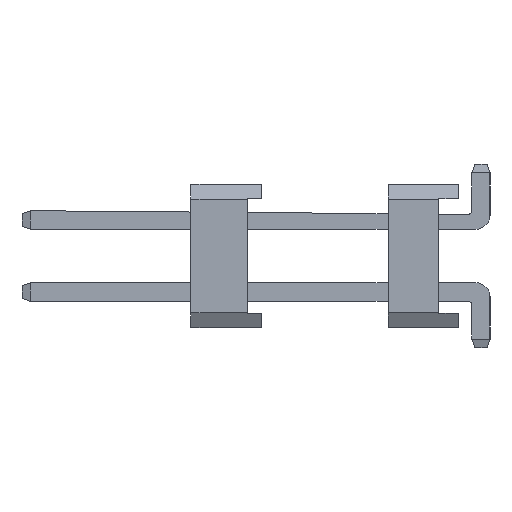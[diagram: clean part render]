
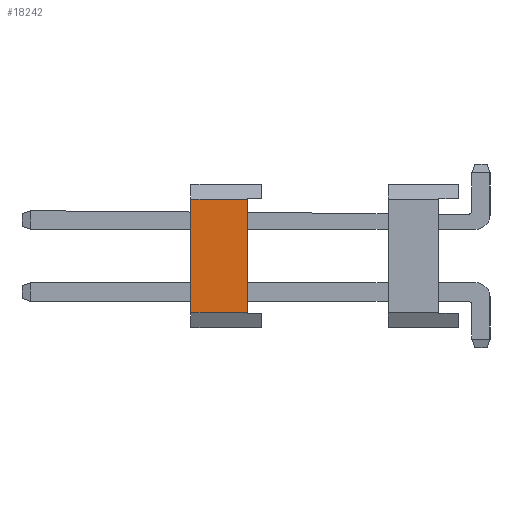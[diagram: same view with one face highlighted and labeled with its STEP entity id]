
A CAD part, left-side view. The second image highlights one B-rep face of the part: STEP entity #18242.
In plain terms, the highlighted planar face has unit normal (-1, 0, 0).
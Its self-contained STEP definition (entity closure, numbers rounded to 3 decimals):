
#413=DIRECTION('',(0.,0.,1.));
#414=VECTOR('',#413,4.041);
#415=CARTESIAN_POINT('',(-21.59,9.5,-2.02));
#416=LINE('',#415,#414);
#1861=DIRECTION('',(0.,1.,0.));
#1862=VECTOR('',#1861,2.);
#1863=CARTESIAN_POINT('',(-21.59,7.5,2.02));
#1864=LINE('',#1863,#1862);
#1865=DIRECTION('',(0.,0.,1.));
#1866=VECTOR('',#1865,4.041);
#1867=CARTESIAN_POINT('',(-21.59,7.5,-2.02));
#1868=LINE('',#1867,#1866);
#1869=DIRECTION('',(0.,1.,0.));
#1870=VECTOR('',#1869,2.);
#1871=CARTESIAN_POINT('',(-21.59,7.5,-2.02));
#1872=LINE('',#1871,#1870);
#15013=CARTESIAN_POINT('',(-21.59,9.5,-2.02));
#15015=VERTEX_POINT('',#15013);
#15018=CARTESIAN_POINT('',(-21.59,9.5,2.02));
#15020=VERTEX_POINT('',#15018);
#15049=CARTESIAN_POINT('',(-21.59,7.5,-2.02));
#15050=VERTEX_POINT('',#15049);
#15051=CARTESIAN_POINT('',(-21.59,7.5,2.02));
#15052=VERTEX_POINT('',#15051);
#18230=CARTESIAN_POINT('',(-21.59,0.,-2.54));
#18231=DIRECTION('',(-1.,0.,0.));
#18232=DIRECTION('',(0.,0.,1.));
#18233=AXIS2_PLACEMENT_3D('',#18230,#18231,#18232);
#18234=PLANE('',#18233);
#18235=ORIENTED_EDGE('',*,*,#17276,.T.);
#18237=ORIENTED_EDGE('',*,*,#18236,.F.);
#18238=ORIENTED_EDGE('',*,*,#17666,.F.);
#18239=ORIENTED_EDGE('',*,*,#17635,.T.);
#18240=EDGE_LOOP('',(#18235,#18237,#18238,#18239));
#18241=FACE_OUTER_BOUND('',#18240,.F.);
#17276=EDGE_CURVE('',#15015,#15020,#416,.T.);
#17635=EDGE_CURVE('',#15050,#15015,#1872,.T.);
#17666=EDGE_CURVE('',#15050,#15052,#1868,.T.);
#18236=EDGE_CURVE('',#15052,#15020,#1864,.T.);
#18242=ADVANCED_FACE('',(#18241),#18234,.T.);
